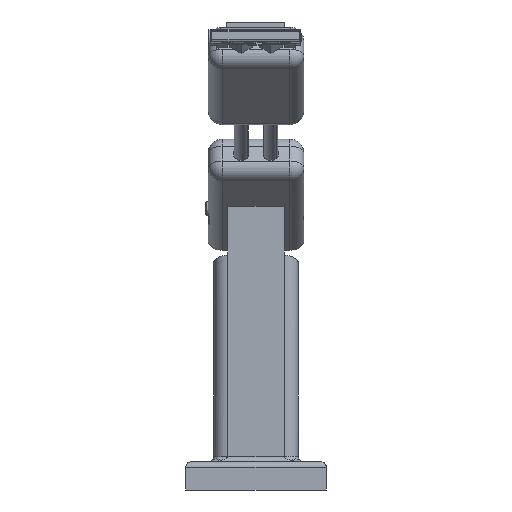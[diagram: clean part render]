
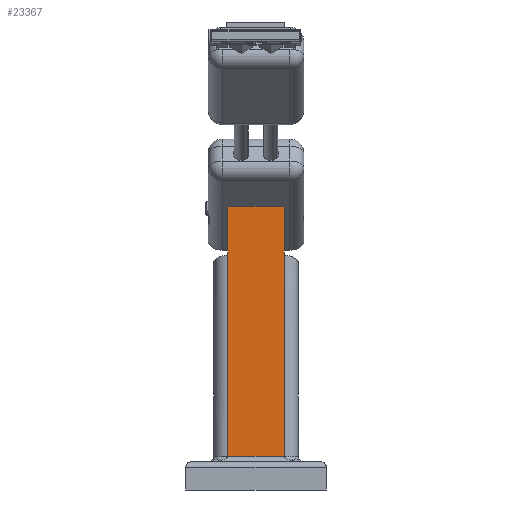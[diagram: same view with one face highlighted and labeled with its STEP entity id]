
A CAD part, front view. The second image highlights one B-rep face of the part: STEP entity #23367.
In plain terms, the highlighted planar face has unit normal (0, -1, 0).
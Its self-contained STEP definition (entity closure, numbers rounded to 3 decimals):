
#986 = PLANE ( 'NONE',  #23449 ) ;
#2062 = ORIENTED_EDGE ( 'NONE', *, *, #2641, .T. ) ;
#2641 = EDGE_CURVE ( 'NONE', #10567, #9783, #16713, .T. ) ;
#3763 = EDGE_LOOP ( 'NONE', ( #8098, #27085, #15044, #9382, #2062, #5423 ) ) ;
#5423 = ORIENTED_EDGE ( 'NONE', *, *, #9891, .T. ) ;
#5650 = CARTESIAN_POINT ( 'NONE',  ( 35., 5., -42.285 ) ) ;
#5993 = VERTEX_POINT ( 'NONE', #25559 ) ;
#5995 = DIRECTION ( 'NONE',  ( -1., 0., 0. ) ) ;
#7672 = EDGE_CURVE ( 'NONE', #22674, #5993, #12162, .T. ) ;
#8098 = ORIENTED_EDGE ( 'NONE', *, *, #7672, .T. ) ;
#8910 = LINE ( 'NONE', #11348, #16780 ) ;
#9220 = DIRECTION ( 'NONE',  ( 0., 0., -1. ) ) ;
#9382 = ORIENTED_EDGE ( 'NONE', *, *, #24529, .T. ) ;
#9783 = VERTEX_POINT ( 'NONE', #24188 ) ;
#9891 = EDGE_CURVE ( 'NONE', #9783, #22674, #16463, .T. ) ;
#10457 = CARTESIAN_POINT ( 'NONE',  ( 15., 5., 101.87 ) ) ;
#10567 = VERTEX_POINT ( 'NONE', #27016 ) ;
#11217 = EDGE_CURVE ( 'NONE', #5993, #17370, #26005, .T. ) ;
#11348 = CARTESIAN_POINT ( 'NONE',  ( 35., 5., 96.28 ) ) ;
#11356 = CARTESIAN_POINT ( 'NONE',  ( 15., 5., -42.285 ) ) ;
#12162 = LINE ( 'NONE', #25140, #13500 ) ;
#12394 = CARTESIAN_POINT ( 'NONE',  ( 35., 5., 83.457 ) ) ;
#13500 = VECTOR ( 'NONE', #20816, 1000. ) ;
#15044 = ORIENTED_EDGE ( 'NONE', *, *, #15856, .T. ) ;
#15856 = EDGE_CURVE ( 'NONE', #17370, #28605, #8910, .T. ) ;
#16463 = LINE ( 'NONE', #11356, #21957 ) ;
#16713 = LINE ( 'NONE', #21812, #22572 ) ;
#16780 = VECTOR ( 'NONE', #20540, 1000. ) ;
#17107 = DIRECTION ( 'NONE',  ( 0., 0., -1. ) ) ;
#17353 = CARTESIAN_POINT ( 'NONE',  ( 15., 5., 12. ) ) ;
#17370 = VERTEX_POINT ( 'NONE', #12394 ) ;
#17714 = LINE ( 'NONE', #10457, #21500 ) ;
#18739 = CARTESIAN_POINT ( 'NONE',  ( 0., 5., -42.285 ) ) ;
#19034 = FACE_OUTER_BOUND ( 'NONE', #3763, .T. ) ;
#20540 = DIRECTION ( 'NONE',  ( 0., 0., 1. ) ) ;
#20816 = DIRECTION ( 'NONE',  ( 1., 0., 0. ) ) ;
#20849 = DIRECTION ( 'NONE',  ( 0., 0., 1. ) ) ;
#21500 = VECTOR ( 'NONE', #5995, 1000. ) ;
#21812 = CARTESIAN_POINT ( 'NONE',  ( 15., 5., 96.28 ) ) ;
#21957 = VECTOR ( 'NONE', #9220, 1000. ) ;
#22572 = VECTOR ( 'NONE', #17107, 1000. ) ;
#22674 = VERTEX_POINT ( 'NONE', #17353 ) ;
#23367 = ADVANCED_FACE ( 'NONE', ( #19034 ), #986, .F. ) ;
#23449 = AXIS2_PLACEMENT_3D ( 'NONE', #18739, #27591, #25381 ) ;
#24188 = CARTESIAN_POINT ( 'NONE',  ( 15., 5., 83.457 ) ) ;
#24529 = EDGE_CURVE ( 'NONE', #28605, #10567, #17714, .T. ) ;
#25140 = CARTESIAN_POINT ( 'NONE',  ( 42., 5., 12. ) ) ;
#25381 = DIRECTION ( 'NONE',  ( 0., 0., 1. ) ) ;
#25559 = CARTESIAN_POINT ( 'NONE',  ( 35., 5., 12. ) ) ;
#26005 = LINE ( 'NONE', #5650, #27013 ) ;
#27013 = VECTOR ( 'NONE', #20849, 1000. ) ;
#27016 = CARTESIAN_POINT ( 'NONE',  ( 15., 5., 101.87 ) ) ;
#27085 = ORIENTED_EDGE ( 'NONE', *, *, #11217, .T. ) ;
#27300 = CARTESIAN_POINT ( 'NONE',  ( 35., 5., 101.87 ) ) ;
#27591 = DIRECTION ( 'NONE',  ( 0., 1., 0. ) ) ;
#28605 = VERTEX_POINT ( 'NONE', #27300 ) ;
